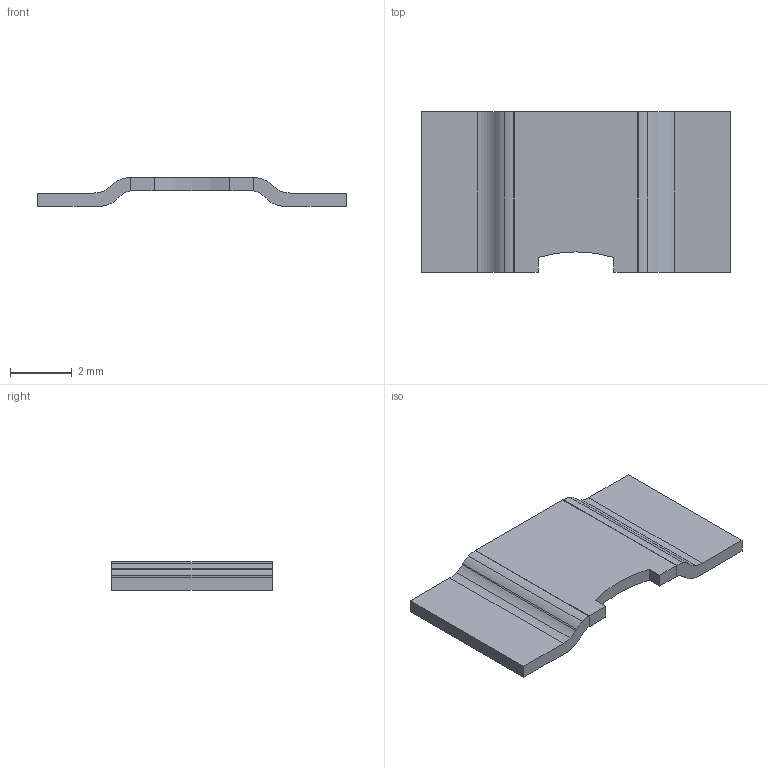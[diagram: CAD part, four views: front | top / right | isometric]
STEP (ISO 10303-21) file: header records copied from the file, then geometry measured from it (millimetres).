
FILE_DESCRIPTION (( 'STEP AP214' ), '1' );
FILE_NAME ('WSL3921 (0.003).step', '2018-11-05T16:58:35', ( '' ), ( '' ), 'SwSTEP 2.0', 'SolidWorks 2018', '' );
FILE_SCHEMA (( 'AUTOMOTIVE_DESIGN' ));
Length unit declared in the file: millimetre
Products named in the file (1): WSL3921 (0.003)
Bounding box: 10 x 5.2 x 0.93 mm (x, y, z)
Volume: 22.7 mm3; surface area: 126.9 mm2
Topology: 3 solids, 3 shells, 42 faces, 108 edges, 72 vertices
Faces by surface type: plane 27, cylinder 15
Entity records: 1334 total; most frequent: DIRECTION 224, CARTESIAN_POINT 223, ORIENTED_EDGE 216, EDGE_CURVE 108, VECTOR 78, LINE 78, AXIS2_PLACEMENT_3D 73, VERTEX_POINT 72
